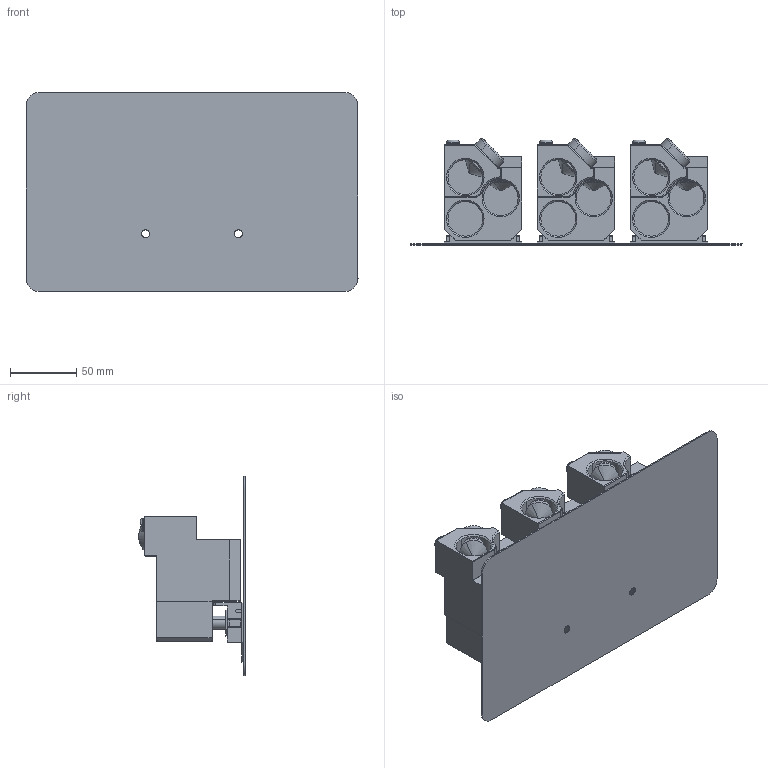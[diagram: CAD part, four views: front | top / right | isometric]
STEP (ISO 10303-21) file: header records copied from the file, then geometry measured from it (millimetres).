
FILE_DESCRIPTION((''),'2;1');
FILE_NAME('1SDH002065A1380_IGES','2019-07-01T',('ITSTCAR1'),(''),'CREO PARAMETRIC BY PTC INC, 2016050','CREO PARAMETRIC BY PTC INC, 2016050','');
FILE_SCHEMA(('AUTOMOTIVE_DESIGN { 1 0 10303 214 1 1 1 1 }'));
Products named in the file (1): 1SDH002065A1380_IGES
Bounding box: 250.01 x 80.13 x 150.02 mm (x, y, z)
Volume: 639157.8 mm3; surface area: 238638.2 mm2
Topology: 1 solids, 7 shells, 1576 faces, 4323 edges, 2823 vertices
Faces by surface type: plane 926, cylinder 480, cone 111, torus 35, sphere 21, extrusion 3
Entity records: 65744 total; most frequent: CARTESIAN_POINT 15367, ORIENTED_EDGE 8568, DIRECTION 8285, EDGE_CURVE 4284, VERTEX_POINT 2823, AXIS2_PLACEMENT_3D 2770, VECTOR 2745, LINE 2742
